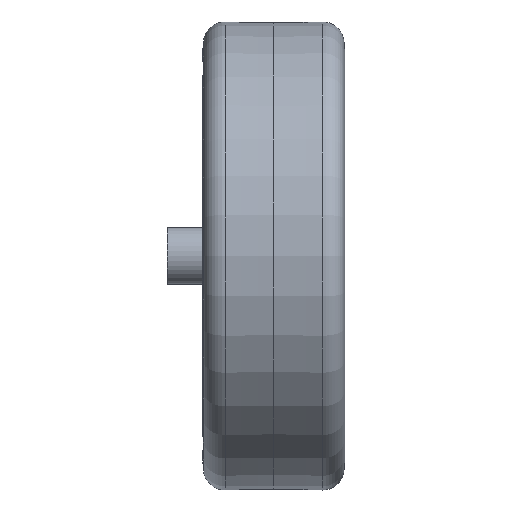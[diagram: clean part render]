
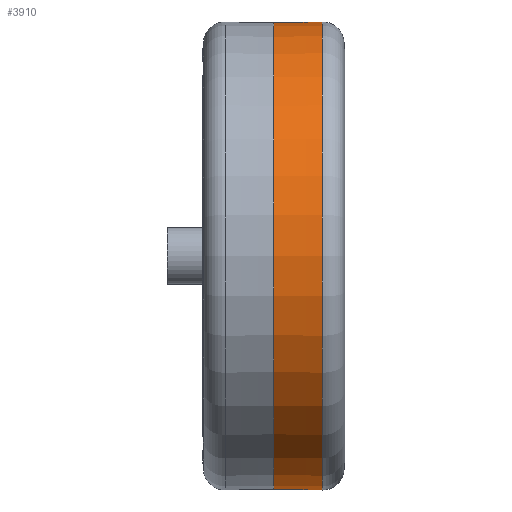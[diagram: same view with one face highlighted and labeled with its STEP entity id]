
A CAD part, top view. The second image highlights one B-rep face of the part: STEP entity #3910.
In plain terms, the highlighted toroidal (fillet/blend) face has major radius 269.153 mm and minor radius 236.253 mm.
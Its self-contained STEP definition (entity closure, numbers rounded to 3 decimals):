
#296 = DIRECTION ( 'NONE',  ( 1., 0., 0. ) ) ;
#538 = DIRECTION ( 'NONE',  ( 1., 0., 0. ) ) ;
#577 = DIRECTION ( 'NONE',  ( 0., -1., 0. ) ) ;
#787 = CIRCLE ( 'NONE', #3438, 32.9 ) ;
#915 = DIRECTION ( 'NONE',  ( 1., 0., 0. ) ) ;
#1201 = TOROIDAL_SURFACE ( 'NONE', #4097, 269.153, 236.253 ) ;
#1425 = EDGE_CURVE ( 'NONE', #3439, #2664, #2285, .T. ) ;
#1613 = EDGE_CURVE ( 'NONE', #3439, #1711, #2064, .T. ) ;
#1711 = VERTEX_POINT ( 'NONE', #3433 ) ;
#1774 = CARTESIAN_POINT ( 'NONE',  ( 16.83, 0., 0. ) ) ;
#2064 = CIRCLE ( 'NONE', #4983, 32.999 ) ;
#2072 = EDGE_CURVE ( 'NONE', #1711, #3907, #2449, .T. ) ;
#2117 = DIRECTION ( 'NONE',  ( 0., 1., 0. ) ) ;
#2285 = CIRCLE ( 'NONE', #3365, 236.253 ) ;
#2427 = CARTESIAN_POINT ( 'NONE',  ( 10., 0., 0. ) ) ;
#2449 = CIRCLE ( 'NONE', #4948, 236.253 ) ;
#2664 = VERTEX_POINT ( 'NONE', #3616 ) ;
#2899 = ORIENTED_EDGE ( 'NONE', *, *, #3724, .T. ) ;
#3172 = CARTESIAN_POINT ( 'NONE',  ( 10., 269.153, 0. ) ) ;
#3177 = ORIENTED_EDGE ( 'NONE', *, *, #1613, .F. ) ;
#3200 = DIRECTION ( 'NONE',  ( -1., 0., 0. ) ) ;
#3328 = DIRECTION ( 'NONE',  ( 0., 1., 0. ) ) ;
#3365 = AXIS2_PLACEMENT_3D ( 'NONE', #3172, #4398, #3200 ) ;
#3433 = CARTESIAN_POINT ( 'NONE',  ( 16.83, -32.999, 0. ) ) ;
#3438 = AXIS2_PLACEMENT_3D ( 'NONE', #2427, #538, #2117 ) ;
#3439 = VERTEX_POINT ( 'NONE', #4596 ) ;
#3616 = CARTESIAN_POINT ( 'NONE',  ( 10., 32.9, 0. ) ) ;
#3678 = CARTESIAN_POINT ( 'NONE',  ( 10., -269.153, 0. ) ) ;
#3724 = EDGE_CURVE ( 'NONE', #2664, #3907, #787, .T. ) ;
#3739 = FACE_OUTER_BOUND ( 'NONE', #4999, .T. ) ;
#3907 = VERTEX_POINT ( 'NONE', #4447 ) ;
#3910 = ADVANCED_FACE ( 'NONE', ( #3739 ), #1201, .F. ) ;
#4097 = AXIS2_PLACEMENT_3D ( 'NONE', #4889, #915, #4422 ) ;
#4167 = ORIENTED_EDGE ( 'NONE', *, *, #2072, .F. ) ;
#4398 = DIRECTION ( 'NONE',  ( 0., 0., -1. ) ) ;
#4422 = DIRECTION ( 'NONE',  ( 0., 1., 0. ) ) ;
#4447 = CARTESIAN_POINT ( 'NONE',  ( 10., -32.9, 0. ) ) ;
#4574 = DIRECTION ( 'NONE',  ( 0., 0., 1. ) ) ;
#4596 = CARTESIAN_POINT ( 'NONE',  ( 16.83, 32.999, 0. ) ) ;
#4677 = ORIENTED_EDGE ( 'NONE', *, *, #1425, .T. ) ;
#4889 = CARTESIAN_POINT ( 'NONE',  ( 10., 0., 0. ) ) ;
#4948 = AXIS2_PLACEMENT_3D ( 'NONE', #3678, #4574, #577 ) ;
#4983 = AXIS2_PLACEMENT_3D ( 'NONE', #1774, #296, #3328 ) ;
#4999 = EDGE_LOOP ( 'NONE', ( #4677, #2899, #4167, #3177 ) ) ;
